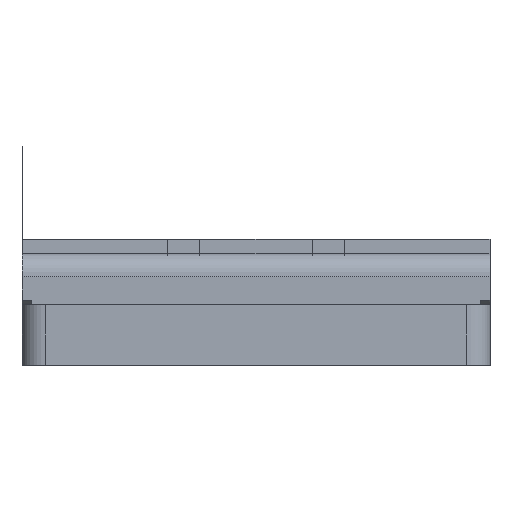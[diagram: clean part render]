
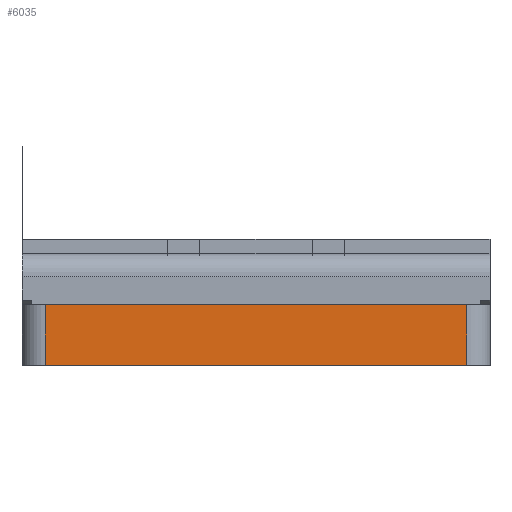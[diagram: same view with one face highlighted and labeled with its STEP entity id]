
A CAD part, front view. The second image highlights one B-rep face of the part: STEP entity #6035.
In plain terms, the highlighted planar face has unit normal (0, -1, 0).
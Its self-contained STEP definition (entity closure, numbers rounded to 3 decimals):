
#523 = PLANE('',#524);
#524 = AXIS2_PLACEMENT_3D('',#525,#526,#527);
#525 = CARTESIAN_POINT('',(-36.,163.885,-1.));
#526 = DIRECTION('',(0.,0.,-1.));
#527 = DIRECTION('',(-1.,0.,0.));
#3431 = PLANE('',#3432);
#3432 = AXIS2_PLACEMENT_3D('',#3433,#3434,#3435);
#3433 = CARTESIAN_POINT('',(-61.,92.,5.5));
#3434 = DIRECTION('',(0.,0.,1.));
#3435 = DIRECTION('',(1.,0.,0.));
#3665 = VERTEX_POINT('',#3666);
#3666 = CARTESIAN_POINT('',(-13.5,92.,-1.));
#3681 = CYLINDRICAL_SURFACE('',#3682,2.5);
#3682 = AXIS2_PLACEMENT_3D('',#3683,#3684,#3685);
#3683 = CARTESIAN_POINT('',(-13.5,94.5,-1.));
#3684 = DIRECTION('',(0.,0.,1.));
#3685 = DIRECTION('',(1.,0.,0.));
#3693 = EDGE_CURVE('',#3694,#3665,#3696,.T.);
#3694 = VERTEX_POINT('',#3695);
#3695 = CARTESIAN_POINT('',(-58.5,92.,-1.));
#3696 = SURFACE_CURVE('',#3697,(#3701,#3708),.PCURVE_S1.);
#3697 = LINE('',#3698,#3699);
#3698 = CARTESIAN_POINT('',(-61.,92.,-1.));
#3699 = VECTOR('',#3700,1.);
#3700 = DIRECTION('',(1.,0.,0.));
#3701 = PCURVE('',#523,#3702);
#3702 = DEFINITIONAL_REPRESENTATION('',(#3703),#3707);
#3703 = LINE('',#3704,#3705);
#3704 = CARTESIAN_POINT('',(25.,-71.885));
#3705 = VECTOR('',#3706,1.);
#3706 = DIRECTION('',(-1.,0.));
#3707 = ( GEOMETRIC_REPRESENTATION_CONTEXT(2) 
PARAMETRIC_REPRESENTATION_CONTEXT() REPRESENTATION_CONTEXT('2D SPACE',''
  ) );
#3708 = PCURVE('',#3709,#3714);
#3709 = PLANE('',#3710);
#3710 = AXIS2_PLACEMENT_3D('',#3711,#3712,#3713);
#3711 = CARTESIAN_POINT('',(-61.,92.,-1.));
#3712 = DIRECTION('',(0.,1.,0.));
#3713 = DIRECTION('',(0.,0.,1.));
#3714 = DEFINITIONAL_REPRESENTATION('',(#3715),#3719);
#3715 = LINE('',#3716,#3717);
#3716 = CARTESIAN_POINT('',(0.,0.));
#3717 = VECTOR('',#3718,1.);
#3718 = DIRECTION('',(0.,1.));
#3719 = ( GEOMETRIC_REPRESENTATION_CONTEXT(2) 
PARAMETRIC_REPRESENTATION_CONTEXT() REPRESENTATION_CONTEXT('2D SPACE',''
  ) );
#3742 = CYLINDRICAL_SURFACE('',#3743,2.5);
#3743 = AXIS2_PLACEMENT_3D('',#3744,#3745,#3746);
#3744 = CARTESIAN_POINT('',(-58.5,94.5,-1.));
#3745 = DIRECTION('',(0.,0.,1.));
#3746 = DIRECTION('',(-1.,0.,0.));
#5612 = VERTEX_POINT('',#5613);
#5613 = CARTESIAN_POINT('',(-58.5,92.,5.5));
#5635 = EDGE_CURVE('',#5612,#5636,#5638,.T.);
#5636 = VERTEX_POINT('',#5637);
#5637 = CARTESIAN_POINT('',(-13.5,92.,5.5));
#5638 = SURFACE_CURVE('',#5639,(#5643,#5650),.PCURVE_S1.);
#5639 = LINE('',#5640,#5641);
#5640 = CARTESIAN_POINT('',(-61.,92.,5.5));
#5641 = VECTOR('',#5642,1.);
#5642 = DIRECTION('',(1.,0.,0.));
#5643 = PCURVE('',#3431,#5644);
#5644 = DEFINITIONAL_REPRESENTATION('',(#5645),#5649);
#5645 = LINE('',#5646,#5647);
#5646 = CARTESIAN_POINT('',(0.,0.));
#5647 = VECTOR('',#5648,1.);
#5648 = DIRECTION('',(1.,0.));
#5649 = ( GEOMETRIC_REPRESENTATION_CONTEXT(2) 
PARAMETRIC_REPRESENTATION_CONTEXT() REPRESENTATION_CONTEXT('2D SPACE',''
  ) );
#5650 = PCURVE('',#3709,#5651);
#5651 = DEFINITIONAL_REPRESENTATION('',(#5652),#5656);
#5652 = LINE('',#5653,#5654);
#5653 = CARTESIAN_POINT('',(6.5,0.));
#5654 = VECTOR('',#5655,1.);
#5655 = DIRECTION('',(0.,1.));
#5656 = ( GEOMETRIC_REPRESENTATION_CONTEXT(2) 
PARAMETRIC_REPRESENTATION_CONTEXT() REPRESENTATION_CONTEXT('2D SPACE',''
  ) );
#6013 = EDGE_CURVE('',#3694,#5612,#6014,.T.);
#6014 = SURFACE_CURVE('',#6015,(#6019,#6026),.PCURVE_S1.);
#6015 = LINE('',#6016,#6017);
#6016 = CARTESIAN_POINT('',(-58.5,92.,-1.));
#6017 = VECTOR('',#6018,1.);
#6018 = DIRECTION('',(0.,0.,1.));
#6019 = PCURVE('',#3742,#6020);
#6020 = DEFINITIONAL_REPRESENTATION('',(#6021),#6025);
#6021 = LINE('',#6022,#6023);
#6022 = CARTESIAN_POINT('',(1.571,0.));
#6023 = VECTOR('',#6024,1.);
#6024 = DIRECTION('',(0.,1.));
#6025 = ( GEOMETRIC_REPRESENTATION_CONTEXT(2) 
PARAMETRIC_REPRESENTATION_CONTEXT() REPRESENTATION_CONTEXT('2D SPACE',''
  ) );
#6026 = PCURVE('',#3709,#6027);
#6027 = DEFINITIONAL_REPRESENTATION('',(#6028),#6032);
#6028 = LINE('',#6029,#6030);
#6029 = CARTESIAN_POINT('',(0.,2.5));
#6030 = VECTOR('',#6031,1.);
#6031 = DIRECTION('',(1.,0.));
#6032 = ( GEOMETRIC_REPRESENTATION_CONTEXT(2) 
PARAMETRIC_REPRESENTATION_CONTEXT() REPRESENTATION_CONTEXT('2D SPACE',''
  ) );
#6035 = ADVANCED_FACE('',(#6036),#3709,.F.);
#6036 = FACE_BOUND('',#6037,.F.);
#6037 = EDGE_LOOP('',(#6038,#6039,#6040,#6041));
#6038 = ORIENTED_EDGE('',*,*,#3693,.F.);
#6039 = ORIENTED_EDGE('',*,*,#6013,.T.);
#6040 = ORIENTED_EDGE('',*,*,#5635,.T.);
#6041 = ORIENTED_EDGE('',*,*,#6042,.F.);
#6042 = EDGE_CURVE('',#3665,#5636,#6043,.T.);
#6043 = SURFACE_CURVE('',#6044,(#6048,#6055),.PCURVE_S1.);
#6044 = LINE('',#6045,#6046);
#6045 = CARTESIAN_POINT('',(-13.5,92.,-1.));
#6046 = VECTOR('',#6047,1.);
#6047 = DIRECTION('',(0.,0.,1.));
#6048 = PCURVE('',#3709,#6049);
#6049 = DEFINITIONAL_REPRESENTATION('',(#6050),#6054);
#6050 = LINE('',#6051,#6052);
#6051 = CARTESIAN_POINT('',(0.,47.5));
#6052 = VECTOR('',#6053,1.);
#6053 = DIRECTION('',(1.,0.));
#6054 = ( GEOMETRIC_REPRESENTATION_CONTEXT(2) 
PARAMETRIC_REPRESENTATION_CONTEXT() REPRESENTATION_CONTEXT('2D SPACE',''
  ) );
#6055 = PCURVE('',#3681,#6056);
#6056 = DEFINITIONAL_REPRESENTATION('',(#6057),#6061);
#6057 = LINE('',#6058,#6059);
#6058 = CARTESIAN_POINT('',(-1.571,0.));
#6059 = VECTOR('',#6060,1.);
#6060 = DIRECTION('',(0.,1.));
#6061 = ( GEOMETRIC_REPRESENTATION_CONTEXT(2) 
PARAMETRIC_REPRESENTATION_CONTEXT() REPRESENTATION_CONTEXT('2D SPACE',''
  ) );
